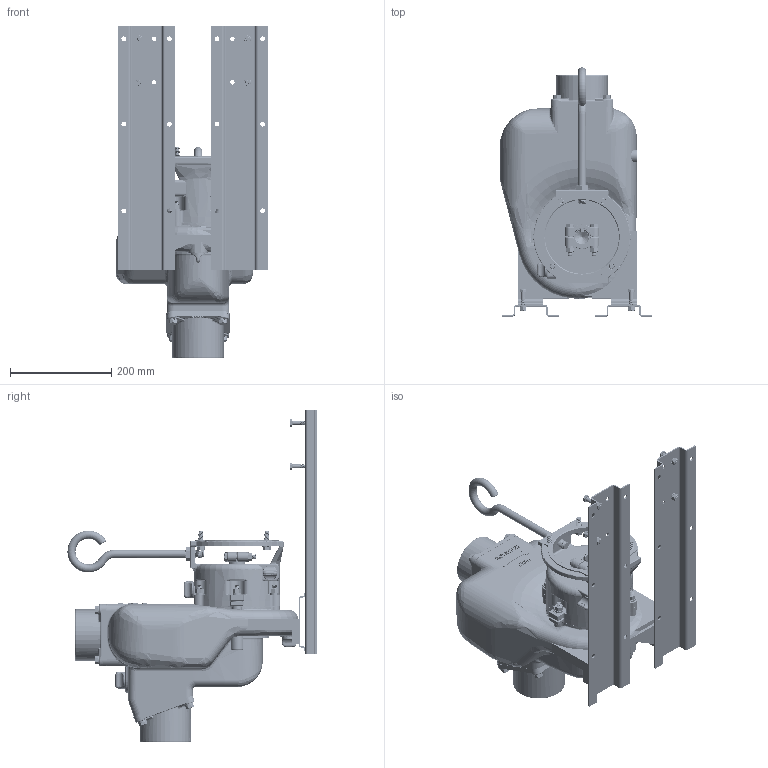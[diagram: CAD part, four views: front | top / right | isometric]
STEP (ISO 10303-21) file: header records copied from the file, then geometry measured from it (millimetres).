
FILE_DESCRIPTION(/* description */ (''),/* implementation_level */ '2;1');
FILE_NAME(/* name */ '301POIW.stp',/* time_stamp */ '2017-06-08T11:29:40-04:00',/* author */ ('MJC'),/* organization */ (''),/* preprocessor_version */ 'ST-DEVELOPER v16.5',/* originating_system */ 'Autodesk Inventor 2017',/* authorisation */ '');
FILE_SCHEMA (('AUTOMOTIVE_DESIGN { 1 0 10303 214 3 1 1 }'));
Products named in the file (42): 301POIW; 18126; 18001; 18004; 18008; 18009; 18012; 18013; 18013X; 18014; 18015; 18016; V07019; V07018; 18106; 18010; 18218; 18033; 18034; 18200A; 18203A; 18202A; 18206; 15035; 18021; 12777; 13777; 13778; UV15163; 18129; 18029A; 18029B; V20019; BF207; V20018; 17704; 17034; 18235; 182351; 182352 ...
Assembly tree (99 placements, depth 4):
  301POIW
    18126
      18001
      18004
      18008
      18009
      18012
      18013
        18013X
        18014
        18015
        18016
        V07019
        V07018
      18106  x2
      18010  x8
      18218  x6
      V20018  x8
    18033
    18034
    18021
    12777
    13777
    13778
    UV15163
    V20018  x10
    V20019  x6
    18200A
      18203A
      18202A
      18206
      15035
      18021
      12777
      13777
      13778
      UV15163
    18129
      18029A
      18029B
      V20019  x2
      V20018  x2
      BF207  x2
    17704  x4
    17034  x4
    18235  x2
      182351
      182352
    V10118  x4
    V10119  x4
Bounding box: 301.32 x 492.16 x 655.83 mm (x, y, z)
Volume: 5867112.5 mm3; surface area: 1783139.5 mm2
Topology: 97 solids, 98 shells, 8419 faces, 19994 edges, 11754 vertices
Faces by surface type: cylinder 2919, cone 2166, plane 1684, bspline 1218, torus 378, sphere 54
Full cylindrical faces by diameter (mm): 7.144 x3, 7.633 x204, 7.798 x16, 8.236 x30, 8.731 x8, 9.525 x40, 10.319 x30, 11.112 x16, 11.906 x4, 12.7 x3, 13.386 x1, 15.875 x1, 17.475 x1, 17.78 x2, 22.631 x1, 25.425 x1, 25.527 x2, 28.702 x2, 29.718 x2, 33.274 x2, 33.337 x1, 34.925 x3, 35.814 x5, 37.401 x2, 37.973 x2, 41.275 x3, 43.294 x2, 43.751 x2, 44.45 x2, 50.8 x1
Entity records: 191756 total; most frequent: CARTESIAN_POINT 92517, ORIENTED_EDGE 20988, DIRECTION 18661, EDGE_CURVE 10487, AXIS2_PLACEMENT_3D 7275, VERTEX_POINT 6563, EDGE_LOOP 5129, FACE_OUTER_BOUND 4470
